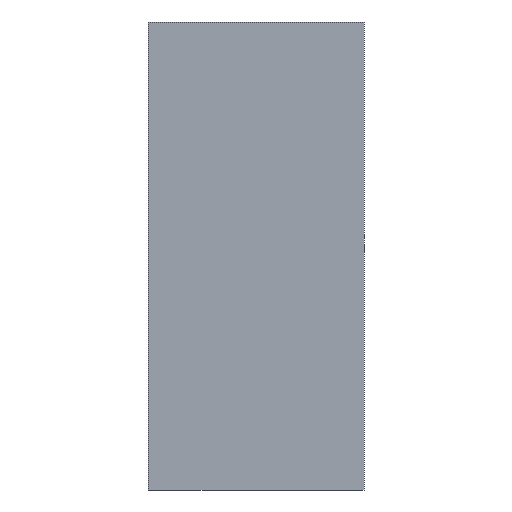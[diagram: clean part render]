
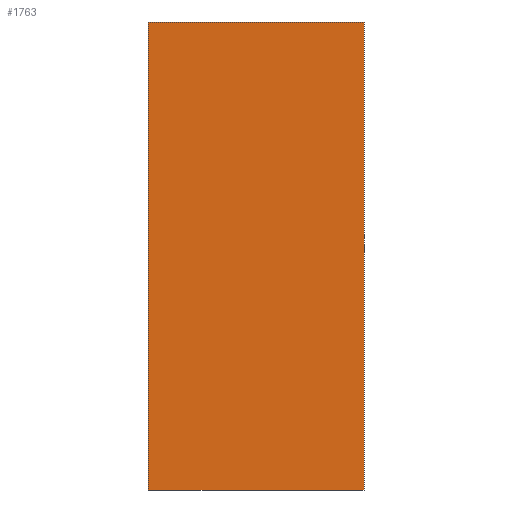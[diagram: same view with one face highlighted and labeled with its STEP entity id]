
A CAD part, front view. The second image highlights one B-rep face of the part: STEP entity #1763.
In plain terms, the highlighted planar face has unit normal (0, -1, 0).
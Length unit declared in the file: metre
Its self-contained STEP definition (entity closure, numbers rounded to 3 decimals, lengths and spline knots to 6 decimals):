
#34=PLANE('',#1905);
#325=ORIENTED_EDGE('',*,*,#672,.F.);
#326=ORIENTED_EDGE('',*,*,#729,.F.);
#327=ORIENTED_EDGE('',*,*,#762,.T.);
#328=ORIENTED_EDGE('',*,*,#759,.T.);
#672=EDGE_CURVE('',#909,#910,#1078,.T.);
#729=EDGE_CURVE('',#954,#909,#1126,.T.);
#759=EDGE_CURVE('',#975,#910,#1144,.T.);
#762=EDGE_CURVE('',#954,#975,#1147,.T.);
#909=VERTEX_POINT('',#2597);
#910=VERTEX_POINT('',#2599);
#954=VERTEX_POINT('',#2710);
#975=VERTEX_POINT('',#2769);
#1078=LINE('',#2598,#1276);
#1126=LINE('',#2711,#1324);
#1144=LINE('',#2771,#1342);
#1147=LINE('',#2777,#1345);
#1276=VECTOR('',#2068,1.);
#1324=VECTOR('',#2156,1.);
#1342=VECTOR('',#2216,1.);
#1345=VECTOR('',#2223,1.);
#1476=EDGE_LOOP('',(#325,#326,#327,#328));
#1621=FACE_BOUND('',#1476,.T.);
#1763=ADVANCED_FACE('',(#1621),#34,.T.);
#1905=AXIS2_PLACEMENT_3D('',#2776,#2221,#2222);
#2068=DIRECTION('',(-1.,0.,0.));
#2156=DIRECTION('',(0.,0.,-1.));
#2216=DIRECTION('',(0.,0.,-1.));
#2221=DIRECTION('',(0.,-1.,0.));
#2222=DIRECTION('',(0.,0.,-1.));
#2223=DIRECTION('',(-1.,0.,0.));
#2597=CARTESIAN_POINT('',(0.0375,-0.0375,0.));
#2598=CARTESIAN_POINT('',(0.031875,-0.0375,0.));
#2599=CARTESIAN_POINT('',(-0.0375,-0.0375,0.));
#2710=CARTESIAN_POINT('',(0.0375,-0.0375,0.1625));
#2711=CARTESIAN_POINT('',(0.0375,-0.0375,0.01));
#2769=CARTESIAN_POINT('',(-0.0375,-0.0375,0.1625));
#2771=CARTESIAN_POINT('',(-0.0375,-0.0375,0.01));
#2776=CARTESIAN_POINT('',(0.031875,-0.0375,0.01));
#2777=CARTESIAN_POINT('',(0.031875,-0.0375,0.1625));
